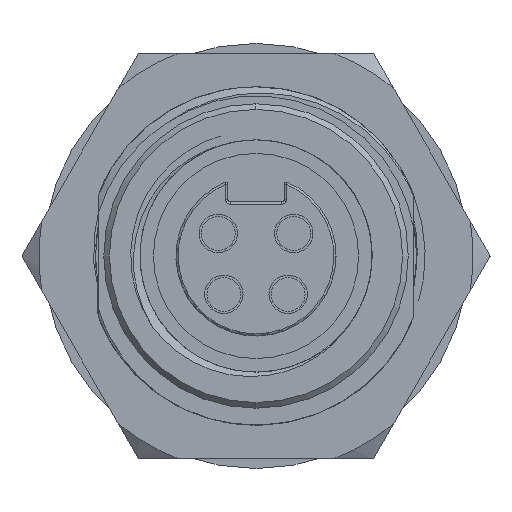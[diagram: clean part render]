
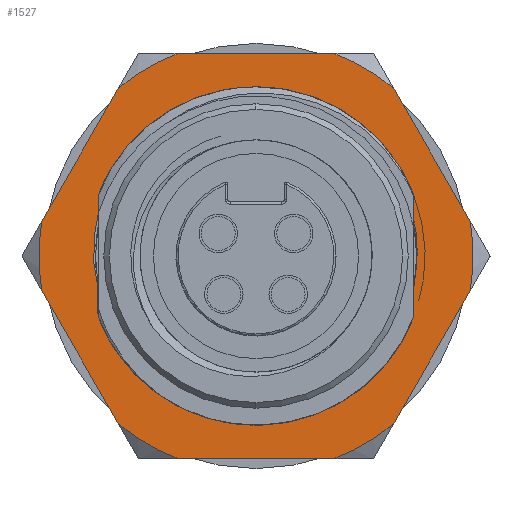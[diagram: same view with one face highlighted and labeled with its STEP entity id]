
A CAD part, left-side view. The second image highlights one B-rep face of the part: STEP entity #1527.
In plain terms, the highlighted planar face has unit normal (-1, 0, 0).
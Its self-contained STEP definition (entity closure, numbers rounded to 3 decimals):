
#456=DIRECTION('',(0.,-0.5,0.866));
#457=VECTOR('',#456,13.647);
#458=CARTESIAN_POINT('',(-15.,19.,3.091));
#459=LINE('',#458,#457);
#460=CARTESIAN_POINT('',(-15.,0.,0.));
#461=DIRECTION('',(1.,0.,0.));
#462=DIRECTION('',(0.,0.633,0.775));
#463=AXIS2_PLACEMENT_3D('',#460,#461,#462);
#465=CARTESIAN_POINT('',(-15.,0.,0.));
#466=DIRECTION('',(1.,0.,0.));
#467=DIRECTION('',(0.,-0.354,0.935));
#468=AXIS2_PLACEMENT_3D('',#465,#466,#467);
#470=DIRECTION('',(0.,-0.5,-0.866));
#471=VECTOR('',#470,13.647);
#472=CARTESIAN_POINT('',(-15.,-12.177,14.909));
#473=LINE('',#472,#471);
#474=CARTESIAN_POINT('',(-15.,0.,0.));
#475=DIRECTION('',(1.,0.,0.));
#476=DIRECTION('',(0.,-0.987,0.161));
#477=AXIS2_PLACEMENT_3D('',#474,#475,#476);
#479=DIRECTION('',(0.,0.5,-0.866));
#480=VECTOR('',#479,13.647);
#481=CARTESIAN_POINT('',(-15.,-19.,-3.091));
#482=LINE('',#481,#480);
#483=CARTESIAN_POINT('',(-15.,0.,0.));
#484=DIRECTION('',(1.,0.,0.));
#485=DIRECTION('',(0.,-0.633,-0.775));
#486=AXIS2_PLACEMENT_3D('',#483,#484,#485);
#488=CARTESIAN_POINT('',(-15.,0.,0.));
#489=DIRECTION('',(1.,0.,0.));
#490=DIRECTION('',(0.,0.354,-0.935));
#491=AXIS2_PLACEMENT_3D('',#488,#489,#490);
#493=DIRECTION('',(0.,0.5,0.866));
#494=VECTOR('',#493,13.647);
#495=CARTESIAN_POINT('',(-15.,12.177,-14.909));
#496=LINE('',#495,#494);
#497=CARTESIAN_POINT('',(-15.,0.,0.));
#498=DIRECTION('',(1.,0.,0.));
#499=DIRECTION('',(0.,0.987,-0.161));
#500=AXIS2_PLACEMENT_3D('',#497,#498,#499);
#502=CARTESIAN_POINT('',(-15.,0.,0.));
#503=DIRECTION('',(-1.,0.,0.));
#504=DIRECTION('',(0.,0.926,-0.378));
#505=AXIS2_PLACEMENT_3D('',#502,#503,#504);
#666=DIRECTION('',(0.,-1.,0.));
#667=VECTOR('',#666,13.647);
#668=CARTESIAN_POINT('',(-15.,6.824,-18.));
#669=LINE('',#668,#667);
#779=DIRECTION('',(0.,1.,0.));
#780=VECTOR('',#779,13.647);
#781=CARTESIAN_POINT('',(-15.,-6.824,18.));
#782=LINE('',#781,#780);
#997=CARTESIAN_POINT('',(-15.,2.159,14.844));
#998=CARTESIAN_POINT('',(-15.,1.271,14.947));
#999=CARTESIAN_POINT('',(-15.,-0.49,
14.992));
#1000=CARTESIAN_POINT('',(-15.,-3.061,
14.617));
#1001=CARTESIAN_POINT('',(-15.,-5.627,
13.753));
#1002=CARTESIAN_POINT('',(-15.,-7.887,
12.504));
#1003=CARTESIAN_POINT('',(-15.,-9.993,
10.8));
#1004=CARTESIAN_POINT('',(-15.,-11.729,
8.757));
#1005=CARTESIAN_POINT('',(-15.,-13.058,
6.44));
#1006=CARTESIAN_POINT('',(-15.,-13.945,
3.922));
#1007=CARTESIAN_POINT('',(-15.,-14.353,
1.267));
#1008=CARTESIAN_POINT('',(-15.,-14.297,
-0.508));
#1009=CARTESIAN_POINT('',(-15.,-14.181,
-1.403));
#1086=CARTESIAN_POINT('',(-15.,13.194,
-5.384));
#1087=CARTESIAN_POINT('',(-15.,13.371,
-4.983));
#1088=CARTESIAN_POINT('',(-15.,13.685,
-4.171));
#1089=CARTESIAN_POINT('',(-15.,14.045,
-2.916));
#1090=CARTESIAN_POINT('',(-15.,14.291,
-1.631));
#1091=CARTESIAN_POINT('',(-15.,14.417,
-0.328));
#1092=CARTESIAN_POINT('',(-15.,14.423,
0.989));
#1093=CARTESIAN_POINT('',(-15.,14.311,2.3));
#1094=CARTESIAN_POINT('',(-15.,14.081,3.598));
#1095=CARTESIAN_POINT('',(-15.,13.734,4.868));
#1096=CARTESIAN_POINT('',(-15.,13.271,6.105));
#1097=CARTESIAN_POINT('',(-15.,12.693,7.305));
#1098=CARTESIAN_POINT('',(-15.,12.009,8.449));
#1099=CARTESIAN_POINT('',(-15.,11.226,9.523));
#1100=CARTESIAN_POINT('',(-15.,10.347,10.523));
#1101=CARTESIAN_POINT('',(-15.,9.376,11.445));
#1102=CARTESIAN_POINT('',(-15.,8.325,12.276));
#1103=CARTESIAN_POINT('',(-15.,7.202,13.011));
#1104=CARTESIAN_POINT('',(-15.,6.016,13.641));
#1105=CARTESIAN_POINT('',(-15.,4.775,14.161));
#1106=CARTESIAN_POINT('',(-15.,3.487,14.57));
#1107=CARTESIAN_POINT('',(-15.,2.606,14.766));
#1108=CARTESIAN_POINT('',(-15.,2.159,14.844));
#1332=CARTESIAN_POINT('',(-15.,19.,3.091));
#1333=CARTESIAN_POINT('',(-15.,12.177,14.909));
#1334=VERTEX_POINT('',#1332);
#1335=VERTEX_POINT('',#1333);
#1336=CARTESIAN_POINT('',(-15.,6.824,18.));
#1337=VERTEX_POINT('',#1336);
#1338=CARTESIAN_POINT('',(-15.,-6.824,18.));
#1339=VERTEX_POINT('',#1338);
#1340=CARTESIAN_POINT('',(-15.,-12.177,14.909));
#1341=VERTEX_POINT('',#1340);
#1342=CARTESIAN_POINT('',(-15.,-19.,3.091));
#1343=VERTEX_POINT('',#1342);
#1344=CARTESIAN_POINT('',(-15.,-19.,-3.091));
#1345=CARTESIAN_POINT('',(-15.,-12.177,-14.909));
#1346=VERTEX_POINT('',#1344);
#1347=VERTEX_POINT('',#1345);
#1348=CARTESIAN_POINT('',(-15.,-6.824,-18.));
#1349=VERTEX_POINT('',#1348);
#1350=CARTESIAN_POINT('',(-15.,6.824,-18.));
#1351=VERTEX_POINT('',#1350);
#1352=CARTESIAN_POINT('',(-15.,12.177,-14.909));
#1353=VERTEX_POINT('',#1352);
#1354=CARTESIAN_POINT('',(-15.,19.,-3.091));
#1355=VERTEX_POINT('',#1354);
#1356=VERTEX_POINT('',#1086);
#1357=VERTEX_POINT('',#1108);
#1358=CARTESIAN_POINT('',(-15.,-14.181,-1.403));
#1359=VERTEX_POINT('',#1358);
#1490=CARTESIAN_POINT('',(-15.,0.,0.));
#1491=DIRECTION('',(1.,0.,0.));
#1492=DIRECTION('',(0.,-1.,0.));
#1493=AXIS2_PLACEMENT_3D('',#1490,#1491,#1492);
#1494=PLANE('',#1493);
#1496=ORIENTED_EDGE('',*,*,#1495,.T.);
#1498=ORIENTED_EDGE('',*,*,#1497,.T.);
#1500=ORIENTED_EDGE('',*,*,#1499,.F.);
#1501=ORIENTED_EDGE('',*,*,#1481,.T.);
#1502=ORIENTED_EDGE('',*,*,#1470,.T.);
#1504=ORIENTED_EDGE('',*,*,#1503,.T.);
#1506=ORIENTED_EDGE('',*,*,#1505,.T.);
#1508=ORIENTED_EDGE('',*,*,#1507,.T.);
#1510=ORIENTED_EDGE('',*,*,#1509,.F.);
#1512=ORIENTED_EDGE('',*,*,#1511,.T.);
#1514=ORIENTED_EDGE('',*,*,#1513,.T.);
#1516=ORIENTED_EDGE('',*,*,#1515,.T.);
#1517=EDGE_LOOP('',(#1496,#1498,#1500,#1501,#1502,#1504,#1506,#1508,#1510,#1512,
#1514,#1516));
#1518=FACE_OUTER_BOUND('',#1517,.F.);
#1520=ORIENTED_EDGE('',*,*,#1519,.F.);
#1522=ORIENTED_EDGE('',*,*,#1521,.T.);
#1524=ORIENTED_EDGE('',*,*,#1523,.F.);
#1525=EDGE_LOOP('',(#1520,#1522,#1524));
#1526=FACE_BOUND('',#1525,.F.);
#1527=ADVANCED_FACE('',(#1518,#1526),#1494,.F.);
#464=CIRCLE('',#463,19.25);
#469=CIRCLE('',#468,19.25);
#478=CIRCLE('',#477,19.25);
#487=CIRCLE('',#486,19.25);
#492=CIRCLE('',#491,19.25);
#501=CIRCLE('',#500,19.25);
#506=CIRCLE('',#505,14.25);
#1010=B_SPLINE_CURVE_WITH_KNOTS('',3,(#997,#998,#999,#1000,#1001,#1002,#1003,
#1004,#1005,#1006,#1007,#1008,#1009),.UNSPECIFIED.,.F.,.F.,(4,1,1,1,1,1,1,1,1,1,
4),(0.,0.1,0.2,0.3,0.4,0.5,0.6,0.7,0.8,0.9,1.),
.UNSPECIFIED.);
#1109=B_SPLINE_CURVE_WITH_KNOTS('',3,(#1086,#1087,#1088,#1089,#1090,#1091,#1092,
#1093,#1094,#1095,#1096,#1097,#1098,#1099,#1100,#1101,#1102,#1103,#1104,#1105,
#1106,#1107,#1108),.UNSPECIFIED.,.F.,.F.,(4,1,1,1,1,1,1,1,1,1,1,1,1,1,1,1,1,1,1,
1,4),(0.,0.05,0.1,0.15,0.2,0.25,0.3,0.35,0.4,0.45,0.5,
0.55,0.6,0.65,0.7,0.75,0.8,0.85,0.9,0.95,1.),.UNSPECIFIED.);
#1470=EDGE_CURVE('',#1341,#1343,#473,.T.);
#1481=EDGE_CURVE('',#1339,#1341,#469,.T.);
#1495=EDGE_CURVE('',#1334,#1335,#459,.T.);
#1497=EDGE_CURVE('',#1335,#1337,#464,.T.);
#1499=EDGE_CURVE('',#1339,#1337,#782,.T.);
#1503=EDGE_CURVE('',#1343,#1346,#478,.T.);
#1505=EDGE_CURVE('',#1346,#1347,#482,.T.);
#1507=EDGE_CURVE('',#1347,#1349,#487,.T.);
#1509=EDGE_CURVE('',#1351,#1349,#669,.T.);
#1511=EDGE_CURVE('',#1351,#1353,#492,.T.);
#1513=EDGE_CURVE('',#1353,#1355,#496,.T.);
#1515=EDGE_CURVE('',#1355,#1334,#501,.T.);
#1519=EDGE_CURVE('',#1356,#1357,#1109,.T.);
#1521=EDGE_CURVE('',#1356,#1359,#506,.T.);
#1523=EDGE_CURVE('',#1357,#1359,#1010,.T.);
